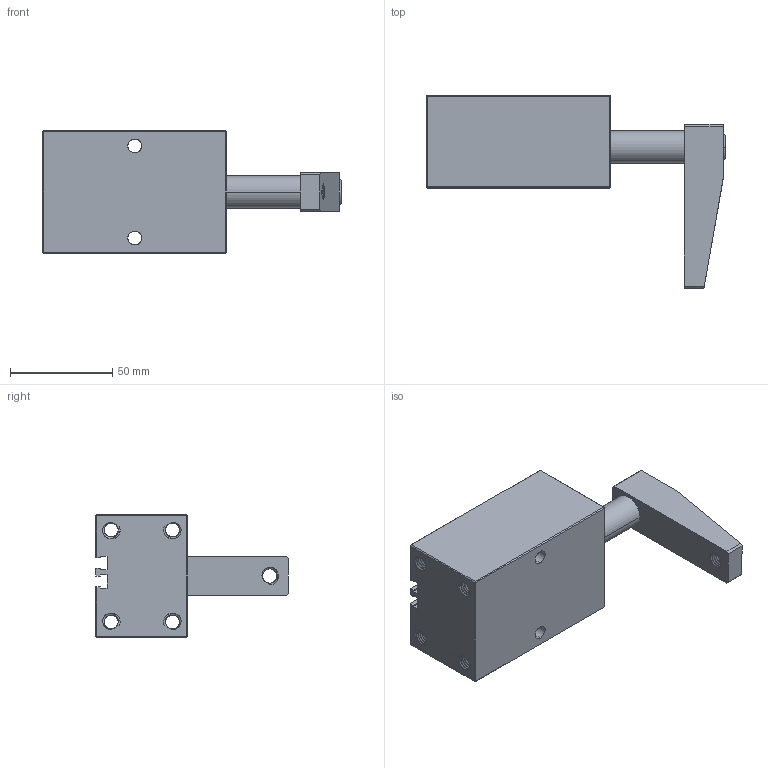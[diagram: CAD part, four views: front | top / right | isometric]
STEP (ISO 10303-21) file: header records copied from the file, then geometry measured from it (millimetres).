
FILE_DESCRIPTION (( 'STEP AP203' ), '1' );
FILE_NAME ('PSB-32.STEP', '2019-05-02T08:29:06', ( 'User' ), ( 'china' ), 'SwSTEP 2.0', 'SolidWorks 2018', '' );
FILE_SCHEMA (( 'CONFIG_CONTROL_DESIGN' ));
Length unit declared in the file: millimetre
Products named in the file (5): PSB-32HSG; PSB-32YB; M8X20_1; PSB-32; PSB-32BT
Assembly tree (4 placements, depth 2):
  PSB-32
    PSB-32BT
    PSB-32HSG
    PSB-32YB
    M8X20_1
Bounding box: 146 x 94 x 60 mm (x, y, z)
Volume: 222421 mm3; surface area: 61625.2 mm2
Topology: 5 solids, 5 shells, 505 faces, 1773 edges, 1280 vertices
Faces by surface type: cylinder 322, plane 82, bspline 80, cone 13, torus 8
Entity records: 101538 total; most frequent: CARTESIAN_POINT 88131, ORIENTED_EDGE 3534, EDGE_CURVE 1767, DIRECTION 1484, VERTEX_POINT 1278, B_SPLINE_CURVE_WITH_KNOTS 1204, EDGE_LOOP 535, ADVANCED_FACE 504
